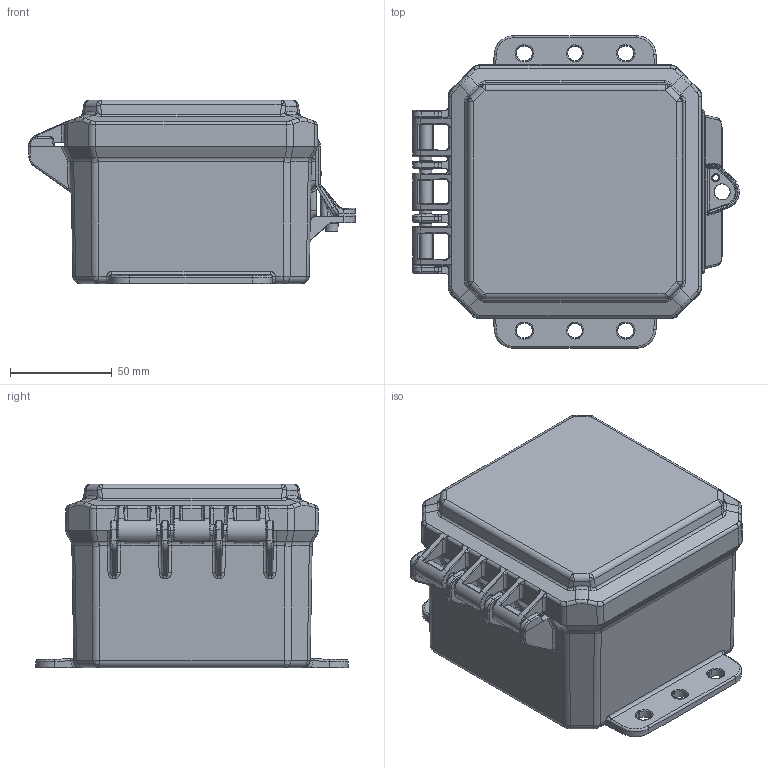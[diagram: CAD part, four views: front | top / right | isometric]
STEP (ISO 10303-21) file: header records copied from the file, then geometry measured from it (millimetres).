
FILE_DESCRIPTION((''),'2;1');
FILE_NAME('P4043_ASM','2016-10-05T',('wtidwell'),(''),'CREO PARAMETRIC BY PTC INC, 2016050','CREO PARAMETRIC BY PTC INC, 2016050','');
FILE_SCHEMA(('CONFIG_CONTROL_DESIGN'));
Length unit declared in the file: inch
Products named in the file (3): P443BH; P44CHO; P4043_ASM
Assembly tree (2 placements, depth 2):
  P4043_ASM
    P443BH
    P44CHO
Bounding box: 160.8 x 153.82 x 90.3 mm (x, y, z)
Volume: 301886.8 mm3; surface area: 166290.3 mm2
Topology: 2 solids, 2 shells, 1808 faces, 4400 edges, 2629 vertices
Faces by surface type: cylinder 601, plane 510, bspline 480, cone 97, extrusion 72, torus 48
Entity records: 77902 total; most frequent: CARTESIAN_POINT 39624, ORIENTED_EDGE 8796, DIRECTION 6621, EDGE_CURVE 4398, VERTEX_POINT 2629, AXIS2_PLACEMENT_3D 2245, VECTOR 2131, LINE 2059
